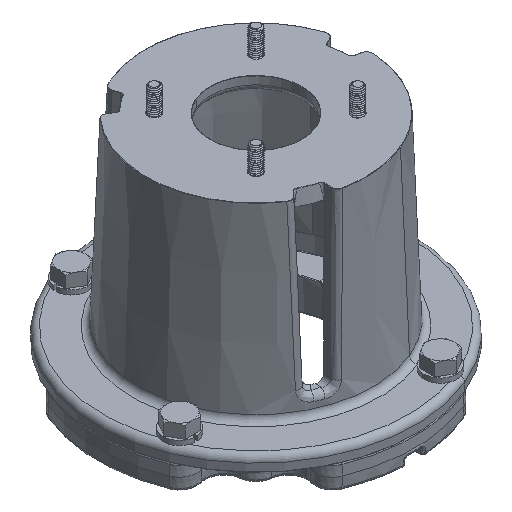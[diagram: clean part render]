
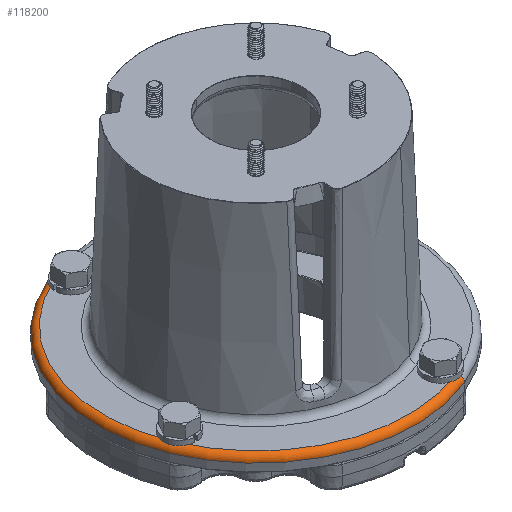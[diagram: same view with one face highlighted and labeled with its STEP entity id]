
A CAD part, isometric view. The second image highlights one B-rep face of the part: STEP entity #118200.
In plain terms, the highlighted toroidal (fillet/blend) face has major radius 81.026 mm and minor radius 3.302 mm.
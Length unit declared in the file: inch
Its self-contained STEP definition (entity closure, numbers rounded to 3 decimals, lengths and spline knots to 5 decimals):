
#10121 = EDGE_LOOP ( 'NONE', ( #28183, #16503, #24504, #17334 ) ) ;
#11611 = CARTESIAN_POINT ( 'NONE',  ( 1.22076, -2.94718, 0.415 ) ) ;
#13224 = CARTESIAN_POINT ( 'NONE',  ( 0., 0., 0.415 ) ) ;
#15306 = VERTEX_POINT ( 'NONE', #61266 ) ;
#16503 = ORIENTED_EDGE ( 'NONE', *, *, #28881, .F. ) ;
#17319 = DIRECTION ( 'NONE',  ( -0.383, 0.924, 0. ) ) ;
#17334 = ORIENTED_EDGE ( 'NONE', *, *, #51801, .F. ) ;
#20349 = EDGE_CURVE ( 'NONE', #78899, #41107, #116929, .T. ) ;
#23770 = CARTESIAN_POINT ( 'NONE',  ( 0., 0., 0.545 ) ) ;
#24333 = AXIS2_PLACEMENT_3D ( 'NONE', #115873, #56153, #125845 ) ;
#24504 = ORIENTED_EDGE ( 'NONE', *, *, #125025, .T. ) ;
#28183 = ORIENTED_EDGE ( 'NONE', *, *, #20349, .F. ) ;
#28881 = EDGE_CURVE ( 'NONE', #15306, #78899, #41582, .T. ) ;
#33710 = TOROIDAL_SURFACE ( 'NONE', #68455, 3.19, 0.13 ) ;
#34624 = DIRECTION ( 'NONE',  ( -0.924, -0.383, 0. ) ) ;
#37046 = AXIS2_PLACEMENT_3D ( 'NONE', #11611, #60512, #17319 ) ;
#41107 = VERTEX_POINT ( 'NONE', #98598 ) ;
#41582 = CIRCLE ( 'NONE', #87676, 3.19 ) ;
#51801 = EDGE_CURVE ( 'NONE', #41107, #68417, #115558, .T. ) ;
#56153 = DIRECTION ( 'NONE',  ( 0., 0., -1. ) ) ;
#60512 = DIRECTION ( 'NONE',  ( 0.924, 0.383, 0. ) ) ;
#61266 = CARTESIAN_POINT ( 'NONE',  ( -1.22076, 2.94718, 0.545 ) ) ;
#63335 = DIRECTION ( 'NONE',  ( -0.383, 0.924, 0. ) ) ;
#65839 = DIRECTION ( 'NONE',  ( 0., 0., 1. ) ) ;
#68417 = VERTEX_POINT ( 'NONE', #92191 ) ;
#68455 = AXIS2_PLACEMENT_3D ( 'NONE', #13224, #123073, #63335 ) ;
#78899 = VERTEX_POINT ( 'NONE', #113826 ) ;
#81489 = DIRECTION ( 'NONE',  ( -0.383, 0.924, 0. ) ) ;
#81778 = CIRCLE ( 'NONE', #123483, 0.13 ) ;
#87676 = AXIS2_PLACEMENT_3D ( 'NONE', #23770, #65839, #81489 ) ;
#92191 = CARTESIAN_POINT ( 'NONE',  ( -1.27051, 3.06728, 0.415 ) ) ;
#94357 = CARTESIAN_POINT ( 'NONE',  ( -1.22076, 2.94718, 0.415 ) ) ;
#96139 = FACE_OUTER_BOUND ( 'NONE', #10121, .T. ) ;
#98598 = CARTESIAN_POINT ( 'NONE',  ( 1.27051, -3.06728, 0.415 ) ) ;
#104268 = DIRECTION ( 'NONE',  ( 0.383, -0.924, 0. ) ) ;
#113826 = CARTESIAN_POINT ( 'NONE',  ( 1.22076, -2.94718, 0.545 ) ) ;
#115558 = CIRCLE ( 'NONE', #24333, 3.32 ) ;
#115873 = CARTESIAN_POINT ( 'NONE',  ( 0., 0., 0.415 ) ) ;
#116929 = CIRCLE ( 'NONE', #37046, 0.13 ) ;
#118200 = ADVANCED_FACE ( 'NONE', ( #96139 ), #33710, .T. ) ;
#123073 = DIRECTION ( 'NONE',  ( 0., 0., -1. ) ) ;
#123483 = AXIS2_PLACEMENT_3D ( 'NONE', #94357, #34624, #104268 ) ;
#125025 = EDGE_CURVE ( 'NONE', #15306, #68417, #81778, .T. ) ;
#125845 = DIRECTION ( 'NONE',  ( -0.383, 0.924, 0. ) ) ;
